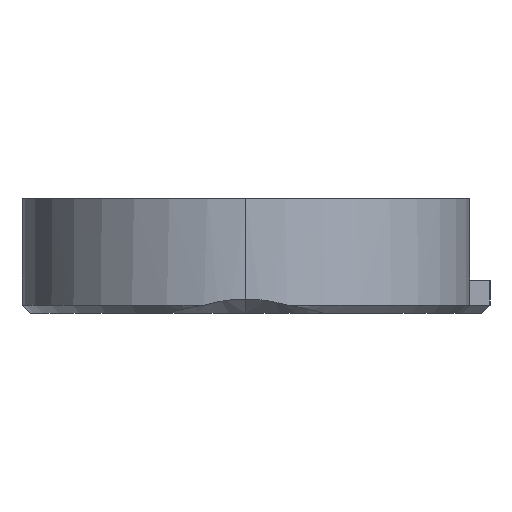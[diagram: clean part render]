
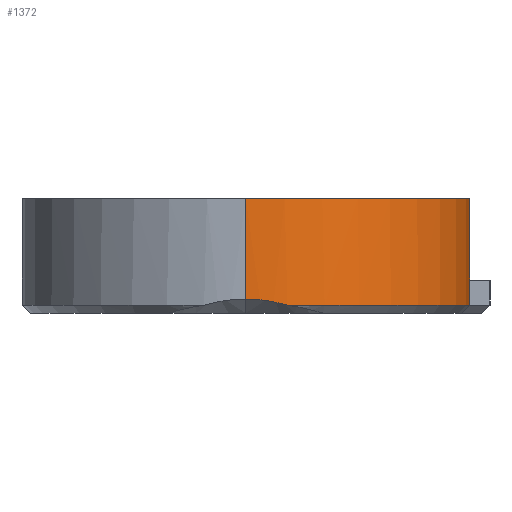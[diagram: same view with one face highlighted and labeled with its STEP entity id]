
A CAD part, left-side view. The second image highlights one B-rep face of the part: STEP entity #1372.
In plain terms, the highlighted cylindrical face has radius 8.205 mm (diameter 16.41 mm), a partial arc.
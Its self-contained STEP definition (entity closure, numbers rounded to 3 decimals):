
#59 = ORIENTED_EDGE ( 'NONE', *, *, #603, .F. ) ;
#60 = DIRECTION ( 'NONE',  ( 0., 0., 1. ) ) ;
#77 = VERTEX_POINT ( 'NONE', #144 ) ;
#85 = DIRECTION ( 'NONE',  ( 0., 0., 1. ) ) ;
#89 = LINE ( 'NONE', #933, #700 ) ;
#144 = CARTESIAN_POINT ( 'NONE',  ( -24.765, -8.205, 4.2 ) ) ;
#168 = VERTEX_POINT ( 'NONE', #285 ) ;
#171 = CARTESIAN_POINT ( 'NONE',  ( -32.909, -1.031, 0.427 ) ) ;
#180 = CARTESIAN_POINT ( 'NONE',  ( -32.957, -0.522, 0.504 ) ) ;
#231 = ORIENTED_EDGE ( 'NONE', *, *, #1386, .T. ) ;
#245 = EDGE_LOOP ( 'NONE', ( #730, #534, #231, #1341, #59 ) ) ;
#260 = CYLINDRICAL_SURFACE ( 'NONE', #1354, 8.205 ) ;
#285 = CARTESIAN_POINT ( 'NONE',  ( -32.97, 0., 4.2 ) ) ;
#301 = CARTESIAN_POINT ( 'NONE',  ( -32.873, -1.281, 0.371 ) ) ;
#304 = LINE ( 'NONE', #659, #367 ) ;
#367 = VECTOR ( 'NONE', #541, 1000. ) ;
#431 = CARTESIAN_POINT ( 'NONE',  ( -32.97, -0.261, 0.525 ) ) ;
#526 = CIRCLE ( 'NONE', #1446, 8.205 ) ;
#530 = CARTESIAN_POINT ( 'NONE',  ( -24.765, -8.205, 0.3 ) ) ;
#534 = ORIENTED_EDGE ( 'NONE', *, *, #929, .T. ) ;
#541 = DIRECTION ( 'NONE',  ( 0., 0., -1. ) ) ;
#544 = AXIS2_PLACEMENT_3D ( 'NONE', #783, #60, #901 ) ;
#603 = EDGE_CURVE ( 'NONE', #77, #668, #89, .T. ) ;
#652 = CARTESIAN_POINT ( 'NONE',  ( -32.827, -1.527, 0.3 ) ) ;
#655 = DIRECTION ( 'NONE',  ( -1., 0., 0. ) ) ;
#659 = CARTESIAN_POINT ( 'NONE',  ( -32.97, 0., 1.2 ) ) ;
#668 = VERTEX_POINT ( 'NONE', #530 ) ;
#700 = VECTOR ( 'NONE', #1397, 1000. ) ;
#730 = ORIENTED_EDGE ( 'NONE', *, *, #1538, .F. ) ;
#748 = VERTEX_POINT ( 'NONE', #1172 ) ;
#783 = CARTESIAN_POINT ( 'NONE',  ( -24.765, 0., 4.2 ) ) ;
#787 = FACE_OUTER_BOUND ( 'NONE', #245, .T. ) ;
#806 = CARTESIAN_POINT ( 'NONE',  ( -24.765, 0., 0.3 ) ) ;
#882 = VERTEX_POINT ( 'NONE', #652 ) ;
#893 = CARTESIAN_POINT ( 'NONE',  ( -32.97, 0., 0.525 ) ) ;
#901 = DIRECTION ( 'NONE',  ( 1., 0., 0. ) ) ;
#927 = DIRECTION ( 'NONE',  ( 1., 0., 0. ) ) ;
#929 = EDGE_CURVE ( 'NONE', #168, #748, #304, .T. ) ;
#933 = CARTESIAN_POINT ( 'NONE',  ( -24.765, -8.205, 1.2 ) ) ;
#1075 = EDGE_CURVE ( 'NONE', #882, #668, #526, .T. ) ;
#1076 = CIRCLE ( 'NONE', #544, 8.205 ) ;
#1117 = CARTESIAN_POINT ( 'NONE',  ( -24.765, 0., 1.2 ) ) ;
#1125 = CARTESIAN_POINT ( 'NONE',  ( -32.827, -1.527, 0.3 ) ) ;
#1172 = CARTESIAN_POINT ( 'NONE',  ( -32.97, 0., 0.525 ) ) ;
#1341 = ORIENTED_EDGE ( 'NONE', *, *, #1075, .T. ) ;
#1354 = AXIS2_PLACEMENT_3D ( 'NONE', #1117, #1355, #655 ) ;
#1355 = DIRECTION ( 'NONE',  ( 0., 0., -1. ) ) ;
#1372 = ADVANCED_FACE ( 'NONE', ( #787 ), #260, .T. ) ;
#1386 = EDGE_CURVE ( 'NONE', #748, #882, #1460, .T. ) ;
#1397 = DIRECTION ( 'NONE',  ( 0., 0., -1. ) ) ;
#1446 = AXIS2_PLACEMENT_3D ( 'NONE', #806, #85, #927 ) ;
#1460 = B_SPLINE_CURVE_WITH_KNOTS ( 'NONE', 3,
 ( #893, #431, #180, #171, #301, #1125 ),
 .UNSPECIFIED., .F., .F.,
 ( 4, 2, 4 ),
 ( 0.002, 0.002, 0.003 ),
 .UNSPECIFIED. ) ;
#1538 = EDGE_CURVE ( 'NONE', #168, #77, #1076, .T. ) ;
